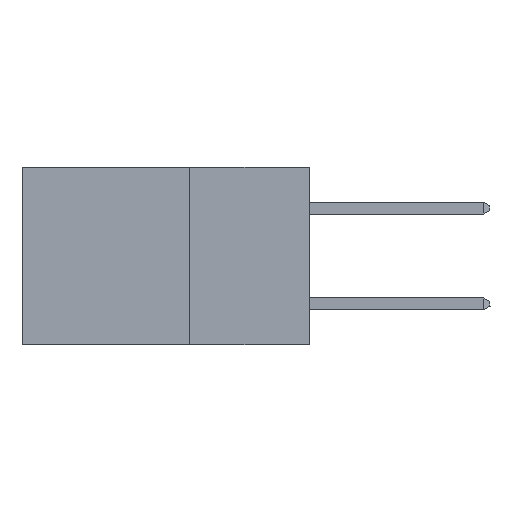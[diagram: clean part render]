
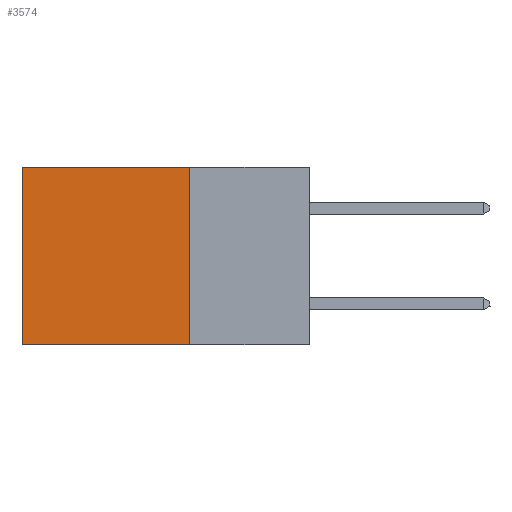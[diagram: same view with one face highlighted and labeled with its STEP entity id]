
A CAD part, left-side view. The second image highlights one B-rep face of the part: STEP entity #3574.
In plain terms, the highlighted planar face has unit normal (-1, 0, 0).
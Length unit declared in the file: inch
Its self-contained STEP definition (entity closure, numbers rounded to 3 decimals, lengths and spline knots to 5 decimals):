
#56 = CARTESIAN_POINT ( 'NONE',  ( 0.2875, 0.25, 0. ) ) ;
#2870 = ORIENTED_EDGE ( 'NONE', *, *, #21467, .F. ) ;
#3130 = ORIENTED_EDGE ( 'NONE', *, *, #20440, .F. ) ;
#3574 = ADVANCED_FACE ( 'NONE', ( #15010 ), #20062, .F. ) ;
#3726 = CARTESIAN_POINT ( 'NONE',  ( 0.2875, 0.25, 0. ) ) ;
#4679 = VECTOR ( 'NONE', #19996, 39.37008 ) ;
#4922 = CARTESIAN_POINT ( 'NONE',  ( 0.2875, 0.25, 0. ) ) ;
#7607 = VERTEX_POINT ( 'NONE', #20285 ) ;
#8369 = AXIS2_PLACEMENT_3D ( 'NONE', #4922, #21947, #17722 ) ;
#8388 = CARTESIAN_POINT ( 'NONE',  ( 0.2875, 0.25, -0.37 ) ) ;
#8413 = CARTESIAN_POINT ( 'NONE',  ( 0.2875, 0.6, -0.37 ) ) ;
#8715 = VECTOR ( 'NONE', #10103, 39.37008 ) ;
#9582 = ORIENTED_EDGE ( 'NONE', *, *, #16317, .T. ) ;
#10103 = DIRECTION ( 'NONE',  ( 0., 1., 0. ) ) ;
#10633 = VERTEX_POINT ( 'NONE', #8413 ) ;
#13149 = VERTEX_POINT ( 'NONE', #56 ) ;
#14794 = VECTOR ( 'NONE', #27351, 39.37008 ) ;
#15010 = FACE_OUTER_BOUND ( 'NONE', #23965, .T. ) ;
#15301 = EDGE_CURVE ( 'NONE', #7607, #10633, #26812, .T. ) ;
#15326 = ORIENTED_EDGE ( 'NONE', *, *, #15301, .T. ) ;
#16317 = EDGE_CURVE ( 'NONE', #13149, #7607, #17767, .T. ) ;
#17299 = VERTEX_POINT ( 'NONE', #22920 ) ;
#17472 = LINE ( 'NONE', #8388, #8715 ) ;
#17722 = DIRECTION ( 'NONE',  ( 0., 0., -1. ) ) ;
#17767 = LINE ( 'NONE', #25373, #27784 ) ;
#19898 = CARTESIAN_POINT ( 'NONE',  ( 0.2875, 0.6, 0. ) ) ;
#19996 = DIRECTION ( 'NONE',  ( 0., 0., -1. ) ) ;
#20062 = PLANE ( 'NONE',  #8369 ) ;
#20285 = CARTESIAN_POINT ( 'NONE',  ( 0.2875, 0.6, 0. ) ) ;
#20440 = EDGE_CURVE ( 'NONE', #17299, #10633, #17472, .T. ) ;
#20494 = LINE ( 'NONE', #3726, #14794 ) ;
#21467 = EDGE_CURVE ( 'NONE', #13149, #17299, #20494, .T. ) ;
#21947 = DIRECTION ( 'NONE',  ( 1., 0., 0. ) ) ;
#22920 = CARTESIAN_POINT ( 'NONE',  ( 0.2875, 0.25, -0.37 ) ) ;
#23965 = EDGE_LOOP ( 'NONE', ( #15326, #3130, #2870, #9582 ) ) ;
#25268 = DIRECTION ( 'NONE',  ( 0., 1., 0. ) ) ;
#25373 = CARTESIAN_POINT ( 'NONE',  ( 0.2875, 0.25, 0. ) ) ;
#26812 = LINE ( 'NONE', #19898, #4679 ) ;
#27351 = DIRECTION ( 'NONE',  ( 0., 0., -1. ) ) ;
#27784 = VECTOR ( 'NONE', #25268, 39.37008 ) ;
